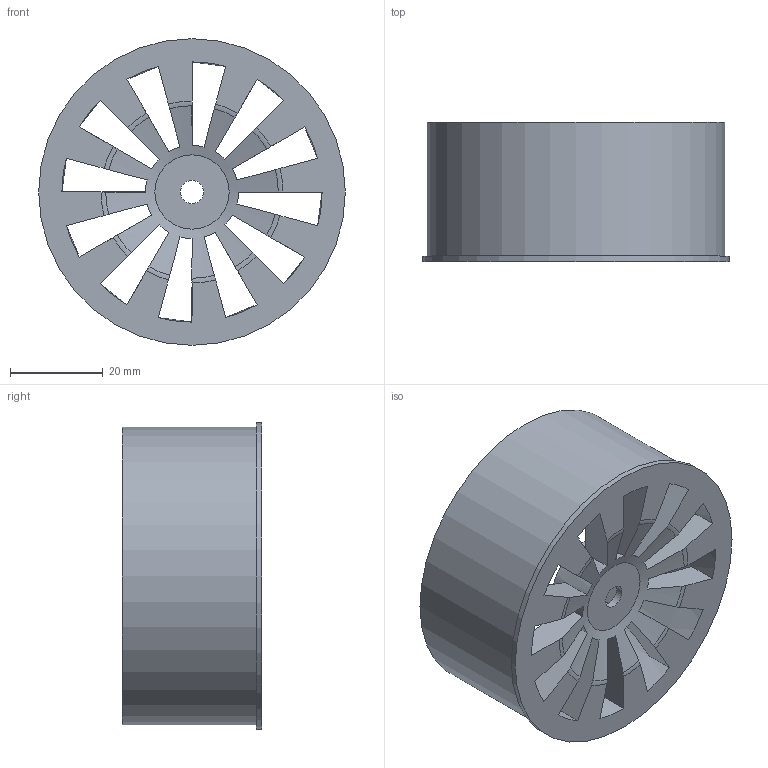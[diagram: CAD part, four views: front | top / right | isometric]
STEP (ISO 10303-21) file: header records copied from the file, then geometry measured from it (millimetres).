
FILE_DESCRIPTION(('FreeCAD Model'),'2;1');
FILE_NAME('Open CASCADE Shape Model','2026-01-23T09:56:20',('Author'),( ''),'Open CASCADE STEP processor 7.8','FreeCAD','Unknown');
FILE_SCHEMA(('AUTOMOTIVE_DESIGN { 1 0 10303 214 1 1 1 1 }'));
Length unit declared in the file: millimetre
Products named in the file (1): Rim
Bounding box: 66 x 30 x 66 mm (x, y, z)
Volume: 31638.8 mm3; surface area: 18955.2 mm2
Topology: 1 solids, 1 shells, 90 faces, 367 edges, 259 vertices
Faces by surface type: plane 48, torus 24, cone 13, cylinder 5
Full cylindrical faces by diameter (mm): 5 x1, 20 x1, 56 x1, 64 x1, 66 x1
Entity records: 4046 total; most frequent: DIRECTION 746, ORIENTED_EDGE 734, CARTESIAN_POINT 719, EDGE_CURVE 367, AXIS2_PLACEMENT_3D 290, VERTEX_POINT 259, CIRCLE 199, LINE 166
